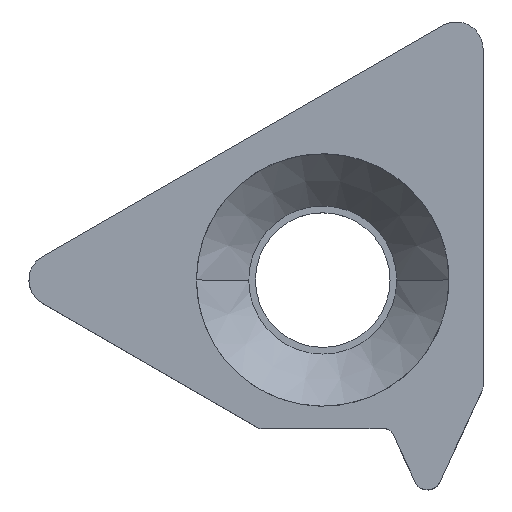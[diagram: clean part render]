
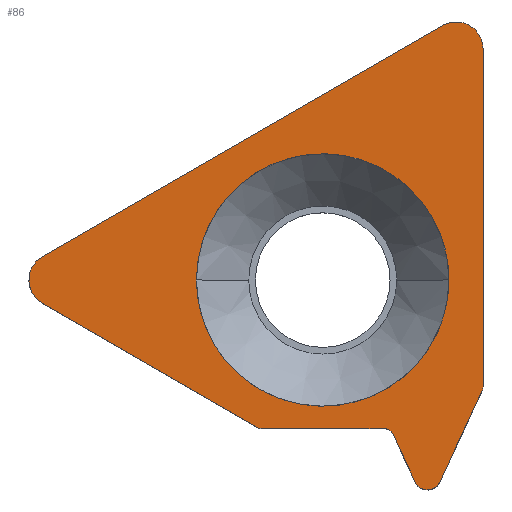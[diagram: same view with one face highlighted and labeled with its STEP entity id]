
A CAD part, top view. The second image highlights one B-rep face of the part: STEP entity #86.
In plain terms, the highlighted planar face has unit normal (-0.034, 0, 0.999).
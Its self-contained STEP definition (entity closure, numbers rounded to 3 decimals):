
#71=FACE_BOUND('',#154,.T.);
#72=FACE_BOUND('',#155,.T.);
#77=ELLIPSE('',#569,0.4,0.4);
#78=ELLIPSE('',#570,0.25,0.25);
#79=ELLIPSE('',#571,0.4,0.4);
#80=ELLIPSE('',#572,0.4,0.4);
#81=ELLIPSE('',#573,0.8,0.8);
#82=ELLIPSE('',#574,0.8,0.8);
#83=ELLIPSE('',#575,3.752,3.75);
#84=ELLIPSE('',#576,3.752,3.75);
#86=ADVANCED_FACE('',(#71,#72),#115,.F.);
#115=PLANE('',#577);
#154=EDGE_LOOP('',(#189,#190,#191,#192,#193,#194,#195,#196,#197,#198,#199,
#200));
#155=EDGE_LOOP('',(#201,#202));
#189=ORIENTED_EDGE('',*,*,#385,.T.);
#190=ORIENTED_EDGE('',*,*,#386,.F.);
#191=ORIENTED_EDGE('',*,*,#387,.F.);
#192=ORIENTED_EDGE('',*,*,#388,.F.);
#193=ORIENTED_EDGE('',*,*,#389,.T.);
#194=ORIENTED_EDGE('',*,*,#390,.F.);
#195=ORIENTED_EDGE('',*,*,#391,.T.);
#196=ORIENTED_EDGE('',*,*,#392,.T.);
#197=ORIENTED_EDGE('',*,*,#393,.F.);
#198=ORIENTED_EDGE('',*,*,#394,.T.);
#199=ORIENTED_EDGE('',*,*,#395,.T.);
#200=ORIENTED_EDGE('',*,*,#384,.T.);
#201=ORIENTED_EDGE('',*,*,#396,.T.);
#202=ORIENTED_EDGE('',*,*,#397,.T.);
#333=VERTEX_POINT('',#796);
#336=VERTEX_POINT('',#801);
#337=VERTEX_POINT('',#805);
#338=VERTEX_POINT('',#807);
#339=VERTEX_POINT('',#809);
#340=VERTEX_POINT('',#811);
#341=VERTEX_POINT('',#813);
#342=VERTEX_POINT('',#815);
#343=VERTEX_POINT('',#817);
#344=VERTEX_POINT('',#819);
#345=VERTEX_POINT('',#821);
#346=VERTEX_POINT('',#823);
#347=VERTEX_POINT('',#826);
#348=VERTEX_POINT('',#827);
#384=EDGE_CURVE('',#333,#336,#458,.T.);
#385=EDGE_CURVE('',#336,#337,#77,.T.);
#386=EDGE_CURVE('',#338,#337,#459,.T.);
#387=EDGE_CURVE('',#339,#338,#78,.T.);
#388=EDGE_CURVE('',#340,#339,#460,.T.);
#389=EDGE_CURVE('',#340,#341,#79,.T.);
#390=EDGE_CURVE('',#342,#341,#461,.T.);
#391=EDGE_CURVE('',#342,#343,#80,.T.);
#392=EDGE_CURVE('',#343,#344,#462,.T.);
#393=EDGE_CURVE('',#345,#344,#81,.T.);
#394=EDGE_CURVE('',#345,#346,#463,.T.);
#395=EDGE_CURVE('',#346,#333,#82,.T.);
#396=EDGE_CURVE('',#347,#348,#83,.T.);
#397=EDGE_CURVE('',#348,#347,#84,.T.);
#458=LINE('',#802,#504);
#459=LINE('',#806,#505);
#460=LINE('',#810,#506);
#461=LINE('',#814,#507);
#462=LINE('',#818,#508);
#463=LINE('',#822,#509);
#504=VECTOR('',#634,1.);
#505=VECTOR('',#639,1.);
#506=VECTOR('',#642,1.);
#507=VECTOR('',#645,1.);
#508=VECTOR('',#648,1.);
#509=VECTOR('',#651,1.);
#569=AXIS2_PLACEMENT_3D('',#804,#637,#638);
#570=AXIS2_PLACEMENT_3D('',#808,#640,#641);
#571=AXIS2_PLACEMENT_3D('',#812,#643,#644);
#572=AXIS2_PLACEMENT_3D('',#816,#646,#647);
#573=AXIS2_PLACEMENT_3D('',#820,#649,#650);
#574=AXIS2_PLACEMENT_3D('',#824,#652,#653);
#575=AXIS2_PLACEMENT_3D('',#825,#654,#655);
#576=AXIS2_PLACEMENT_3D('',#828,#656,#657);
#577=AXIS2_PLACEMENT_3D('',#829,#658,#659);
#634=DIRECTION('',(0.866,-0.5,0.03));
#637=DIRECTION('',(-0.034,0.,0.999));
#638=DIRECTION('',(0.999,0.,0.034));
#639=DIRECTION('',(-0.999,0.,-0.034));
#640=DIRECTION('',(-0.034,0.,0.999));
#641=DIRECTION('',(0.999,0.,0.034));
#642=DIRECTION('',(-0.423,0.906,-0.015));
#643=DIRECTION('',(-0.034,0.,0.999));
#644=DIRECTION('',(0.999,0.,0.034));
#645=DIRECTION('',(-0.423,-0.906,-0.015));
#646=DIRECTION('',(-0.034,0.,0.999));
#647=DIRECTION('',(0.999,0.,0.034));
#648=DIRECTION('',(0.,1.,0.));
#649=DIRECTION('',(0.034,0.,-0.999));
#650=DIRECTION('',(-0.999,0.,-0.034));
#651=DIRECTION('',(-0.866,-0.5,-0.03));
#652=DIRECTION('',(-0.034,0.,0.999));
#653=DIRECTION('',(-0.999,0.,-0.034));
#654=DIRECTION('',(0.034,0.,-0.999));
#655=DIRECTION('',(-0.999,0.,-0.034));
#656=DIRECTION('',(0.034,0.,-0.999));
#657=DIRECTION('',(-0.999,0.,-0.034));
#658=DIRECTION('',(0.034,0.,-0.999));
#659=DIRECTION('',(0.999,0.,0.034));
#796=CARTESIAN_POINT('',(-8.325,-0.693,2.79));
#801=CARTESIAN_POINT('',(-1.96,-4.368,3.009));
#802=CARTESIAN_POINT('',(-8.325,-0.693,2.79));
#804=CARTESIAN_POINT('',(-1.76,-4.021,3.016));
#805=CARTESIAN_POINT('',(-1.76,-4.421,3.016));
#806=CARTESIAN_POINT('',(1.853,-4.421,3.14));
#807=CARTESIAN_POINT('',(1.853,-4.421,3.14));
#808=CARTESIAN_POINT('',(1.853,-4.671,3.14));
#809=CARTESIAN_POINT('',(2.079,-4.565,3.148));
#810=CARTESIAN_POINT('',(2.75,-6.004,3.171));
#811=CARTESIAN_POINT('',(2.75,-6.004,3.171));
#812=CARTESIAN_POINT('',(3.113,-5.835,3.183));
#813=CARTESIAN_POINT('',(3.475,-6.004,3.196));
#814=CARTESIAN_POINT('',(4.725,-3.323,3.239));
#815=CARTESIAN_POINT('',(4.725,-3.323,3.239));
#816=CARTESIAN_POINT('',(4.363,-3.154,3.226));
#817=CARTESIAN_POINT('',(4.763,-3.154,3.24));
#818=CARTESIAN_POINT('',(4.763,-3.154,3.24));
#819=CARTESIAN_POINT('',(4.763,6.863,3.24));
#820=CARTESIAN_POINT('',(3.963,6.863,3.212));
#821=CARTESIAN_POINT('',(3.562,7.556,3.199));
#822=CARTESIAN_POINT('',(3.563,7.556,3.199));
#823=CARTESIAN_POINT('',(-8.325,0.693,2.79));
#824=CARTESIAN_POINT('',(-7.925,0.,2.804));
#825=CARTESIAN_POINT('',(0.,0.,3.076));
#826=CARTESIAN_POINT('',(3.75,0.,3.205));
#827=CARTESIAN_POINT('',(-3.75,0.,2.947));
#828=CARTESIAN_POINT('',(0.,0.,3.076));
#829=CARTESIAN_POINT('',(4.763,9.891,3.24));
